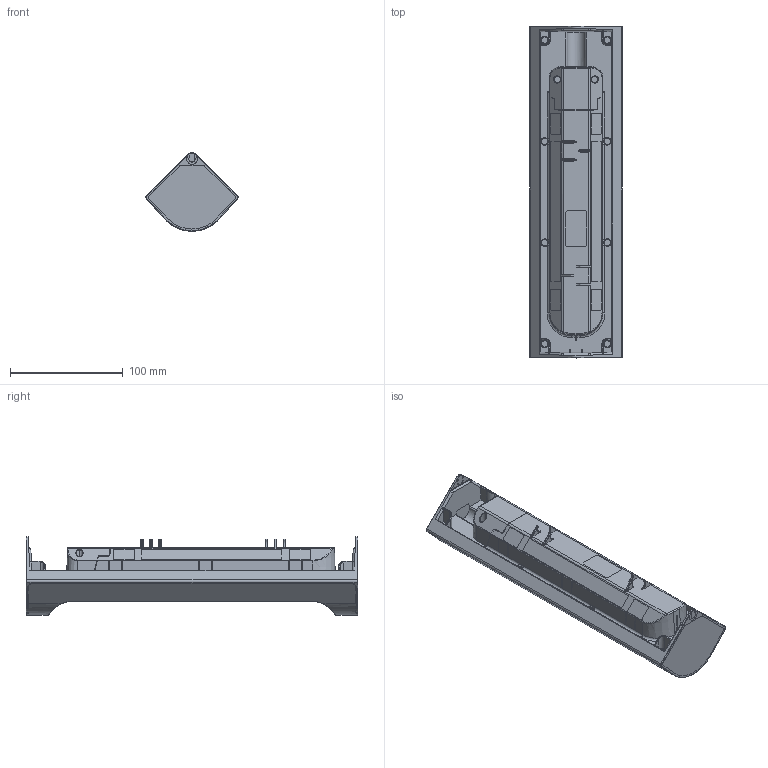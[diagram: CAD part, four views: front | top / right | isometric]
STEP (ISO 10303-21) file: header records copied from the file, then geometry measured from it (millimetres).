
FILE_DESCRIPTION(('CATIA V5 STEP Exchange','CAx-IF Rec.Pracs.--- Model Styling and Organization---1.5--- 2016-08-15','CAx-IF Rec.Pracs.---Supplemental Geometry---1.0---2011-11-01','CAx-IF Rec.Pracs.--- Composite Materials ---1.1---2010-07-15'),'2;1');
FILE_NAME('KC03_00_ASM_AllCATPart.stp','2021-11-15T11:39:58+00:00',('none'),('none'),'CATIA Version 5-6 Release 2020 SP3','CATIA V5 STEP AP214 v2','none');
FILE_SCHEMA(('AUTOMOTIVE_DESIGN { 1 0 10303 214 1 1 1 1 }'));
Length unit declared in the file: millimetre
Products named in the file (1): KC03_00_ASM_AllCATPart
Bounding box: 82 x 295 x 69.73 mm (x, y, z)
Surface area: 96858.4 mm2 (no closed solid volume)
Topology: 0 solids, 9 shells, 525 faces, 1891 edges, 1305 vertices
Faces by surface type: cylinder 160, plane 131, bspline 129, torus 53, cone 44, extrusion 8
Entity records: 34216 total; most frequent: CARTESIAN_POINT 20495, ORIENTED_EDGE 3357, EDGE_CURVE 1891, DIRECTION 1835, VERTEX_POINT 1305, AXIS2_PLACEMENT_3D 830, B_SPLINE_CURVE_WITH_KNOTS 682, VECTOR 598
